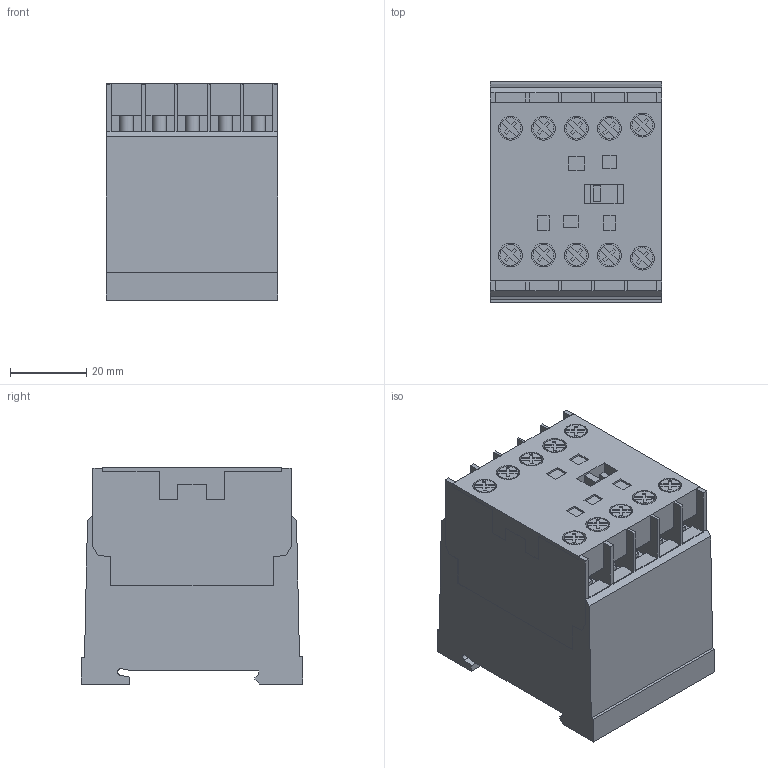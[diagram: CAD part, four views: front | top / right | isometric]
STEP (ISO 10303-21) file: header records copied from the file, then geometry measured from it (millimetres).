
FILE_DESCRIPTION((''),'2;1');
FILE_NAME('SB105172_3D_COLOUR','2013-07-17T',('SESA231906'),('Schneider-Electric'),'PRO/ENGINEER BY PARAMETRIC TECHNOLOGY CORPORATION, 2011410','PRO/ENGINEER BY PARAMETRIC TECHNOLOGY CORPORATION, 2011410','');
FILE_SCHEMA(('CONFIG_CONTROL_DESIGN'));
Length unit declared in the file: millimetre
Products named in the file (1): SB105172_3D_COLOUR
Bounding box: 45 x 58 x 56.7 mm (x, y, z)
Volume: 126442.6 mm3; surface area: 21884.8 mm2
Topology: 1 solids, 1 shells, 574 faces, 1565 edges, 1034 vertices
Faces by surface type: plane 493, cylinder 81
Entity records: 17991 total; most frequent: CARTESIAN_POINT 3181, ORIENTED_EDGE 3130, DIRECTION 2916, EDGE_CURVE 1565, VECTOR 1356, LINE 1356, VERTEX_POINT 1034, AXIS2_PLACEMENT_3D 780
